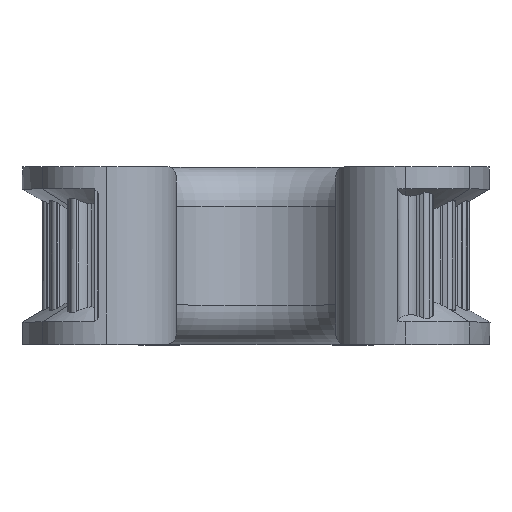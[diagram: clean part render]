
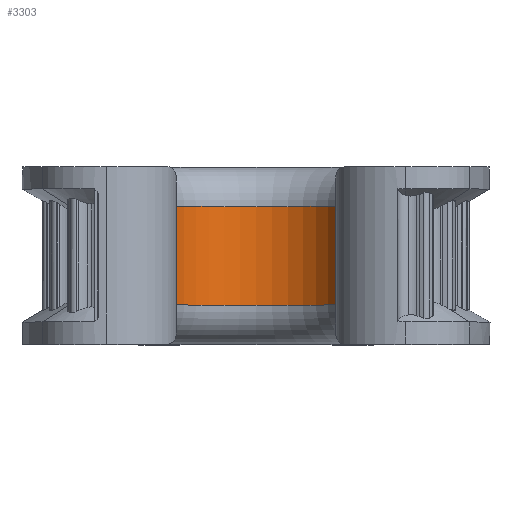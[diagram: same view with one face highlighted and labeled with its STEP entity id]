
A CAD part, top view. The second image highlights one B-rep face of the part: STEP entity #3303.
In plain terms, the highlighted cylindrical face has radius 9.5 mm (diameter 19 mm), a partial arc.
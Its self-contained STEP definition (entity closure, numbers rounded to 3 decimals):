
#80 = VECTOR ( 'NONE', #4183, 1000. ) ;
#151 = AXIS2_PLACEMENT_3D ( 'NONE', #8133, #1010, #2242 ) ;
#156 = CARTESIAN_POINT ( 'NONE',  ( 0., 44., -208.5 ) ) ;
#199 = DIRECTION ( 'NONE',  ( 0., -1., 0. ) ) ;
#341 = CARTESIAN_POINT ( 'NONE',  ( 8.686, 54., -204.652 ) ) ;
#369 = ORIENTED_EDGE ( 'NONE', *, *, #4313, .T. ) ;
#440 = EDGE_CURVE ( 'NONE', #2727, #7791, #4321, .T. ) ;
#663 = VERTEX_POINT ( 'NONE', #341 ) ;
#714 = CARTESIAN_POINT ( 'NONE',  ( -9.5, 54., -208.5 ) ) ;
#729 = CARTESIAN_POINT ( 'NONE',  ( 0., 39.5, -208.5 ) ) ;
#1010 = DIRECTION ( 'NONE',  ( 0., 1., 0. ) ) ;
#1279 = DIRECTION ( 'NONE',  ( 0., 0., 1. ) ) ;
#1330 = DIRECTION ( 'NONE',  ( 1., 0., 0. ) ) ;
#1458 = CIRCLE ( 'NONE', #7370, 9.5 ) ;
#1537 = EDGE_CURVE ( 'NONE', #6620, #7791, #2269, .T. ) ;
#1579 = CARTESIAN_POINT ( 'NONE',  ( 8.686, 39.5, -204.652 ) ) ;
#1682 = CARTESIAN_POINT ( 'NONE',  ( 0., 54., -208.5 ) ) ;
#1717 = CARTESIAN_POINT ( 'NONE',  ( -8.686, 54., -204.652 ) ) ;
#1753 = DIRECTION ( 'NONE',  ( 0., 1., 0. ) ) ;
#1759 = CARTESIAN_POINT ( 'NONE',  ( 0., 44., -208.5 ) ) ;
#1836 = CARTESIAN_POINT ( 'NONE',  ( 0., 54., -208.5 ) ) ;
#2242 = DIRECTION ( 'NONE',  ( 1., 0., 0. ) ) ;
#2269 = CIRCLE ( 'NONE', #3088, 9.5 ) ;
#2332 = EDGE_CURVE ( 'NONE', #3764, #3570, #1458, .T. ) ;
#2356 = EDGE_CURVE ( 'NONE', #3570, #663, #5447, .T. ) ;
#2358 = VECTOR ( 'NONE', #1753, 1000. ) ;
#2365 = AXIS2_PLACEMENT_3D ( 'NONE', #729, #3914, #1279 ) ;
#2444 = DIRECTION ( 'NONE',  ( 1., 0., 0. ) ) ;
#2456 = DIRECTION ( 'NONE',  ( 0., -1., 0. ) ) ;
#2620 = CIRCLE ( 'NONE', #151, 9.5 ) ;
#2727 = VERTEX_POINT ( 'NONE', #3634 ) ;
#2732 = CIRCLE ( 'NONE', #6029, 9.5 ) ;
#2780 = DIRECTION ( 'NONE',  ( 1., 0., 0. ) ) ;
#3088 = AXIS2_PLACEMENT_3D ( 'NONE', #1682, #6163, #3599 ) ;
#3303 = ADVANCED_FACE ( 'NONE', ( #5875 ), #5233, .F. ) ;
#3450 = AXIS2_PLACEMENT_3D ( 'NONE', #5695, #2456, #8303 ) ;
#3570 = VERTEX_POINT ( 'NONE', #5066 ) ;
#3599 = DIRECTION ( 'NONE',  ( 1., 0., 0. ) ) ;
#3634 = CARTESIAN_POINT ( 'NONE',  ( -8.686, 44., -204.652 ) ) ;
#3757 = EDGE_LOOP ( 'NONE', ( #3978, #369, #4025, #6273, #4450, #6556, #6522, #5775 ) ) ;
#3764 = VERTEX_POINT ( 'NONE', #8030 ) ;
#3914 = DIRECTION ( 'NONE',  ( 0., 1., 0. ) ) ;
#3978 = ORIENTED_EDGE ( 'NONE', *, *, #440, .F. ) ;
#4025 = ORIENTED_EDGE ( 'NONE', *, *, #5771, .T. ) ;
#4183 = DIRECTION ( 'NONE',  ( 0., 1., 0. ) ) ;
#4313 = EDGE_CURVE ( 'NONE', #2727, #8445, #5934, .T. ) ;
#4321 = LINE ( 'NONE', #7009, #2358 ) ;
#4450 = ORIENTED_EDGE ( 'NONE', *, *, #2356, .T. ) ;
#5066 = CARTESIAN_POINT ( 'NONE',  ( 8.686, 44., -204.652 ) ) ;
#5232 = CIRCLE ( 'NONE', #5652, 9.5 ) ;
#5233 = CYLINDRICAL_SURFACE ( 'NONE', #2365, 9.5 ) ;
#5447 = LINE ( 'NONE', #1579, #80 ) ;
#5652 = AXIS2_PLACEMENT_3D ( 'NONE', #1836, #5884, #1330 ) ;
#5695 = CARTESIAN_POINT ( 'NONE',  ( 0., 44., -208.5 ) ) ;
#5766 = DIRECTION ( 'NONE',  ( 0., -1., 0. ) ) ;
#5771 = EDGE_CURVE ( 'NONE', #8445, #3764, #2732, .T. ) ;
#5775 = ORIENTED_EDGE ( 'NONE', *, *, #1537, .T. ) ;
#5875 = FACE_OUTER_BOUND ( 'NONE', #3757, .T. ) ;
#5884 = DIRECTION ( 'NONE',  ( 0., 1., 0. ) ) ;
#5934 = CIRCLE ( 'NONE', #3450, 9.5 ) ;
#6029 = AXIS2_PLACEMENT_3D ( 'NONE', #1759, #5766, #2444 ) ;
#6163 = DIRECTION ( 'NONE',  ( 0., 1., 0. ) ) ;
#6273 = ORIENTED_EDGE ( 'NONE', *, *, #2332, .T. ) ;
#6522 = ORIENTED_EDGE ( 'NONE', *, *, #7949, .T. ) ;
#6556 = ORIENTED_EDGE ( 'NONE', *, *, #7792, .T. ) ;
#6620 = VERTEX_POINT ( 'NONE', #714 ) ;
#6687 = VERTEX_POINT ( 'NONE', #7240 ) ;
#7009 = CARTESIAN_POINT ( 'NONE',  ( -8.686, 39.5, -204.652 ) ) ;
#7240 = CARTESIAN_POINT ( 'NONE',  ( 9.5, 54., -208.5 ) ) ;
#7370 = AXIS2_PLACEMENT_3D ( 'NONE', #156, #199, #2780 ) ;
#7791 = VERTEX_POINT ( 'NONE', #1717 ) ;
#7792 = EDGE_CURVE ( 'NONE', #663, #6687, #2620, .T. ) ;
#7942 = CARTESIAN_POINT ( 'NONE',  ( -9.5, 44., -208.5 ) ) ;
#7949 = EDGE_CURVE ( 'NONE', #6687, #6620, #5232, .T. ) ;
#8030 = CARTESIAN_POINT ( 'NONE',  ( 9.5, 44., -208.5 ) ) ;
#8133 = CARTESIAN_POINT ( 'NONE',  ( 0., 54., -208.5 ) ) ;
#8303 = DIRECTION ( 'NONE',  ( 1., 0., 0. ) ) ;
#8445 = VERTEX_POINT ( 'NONE', #7942 ) ;
